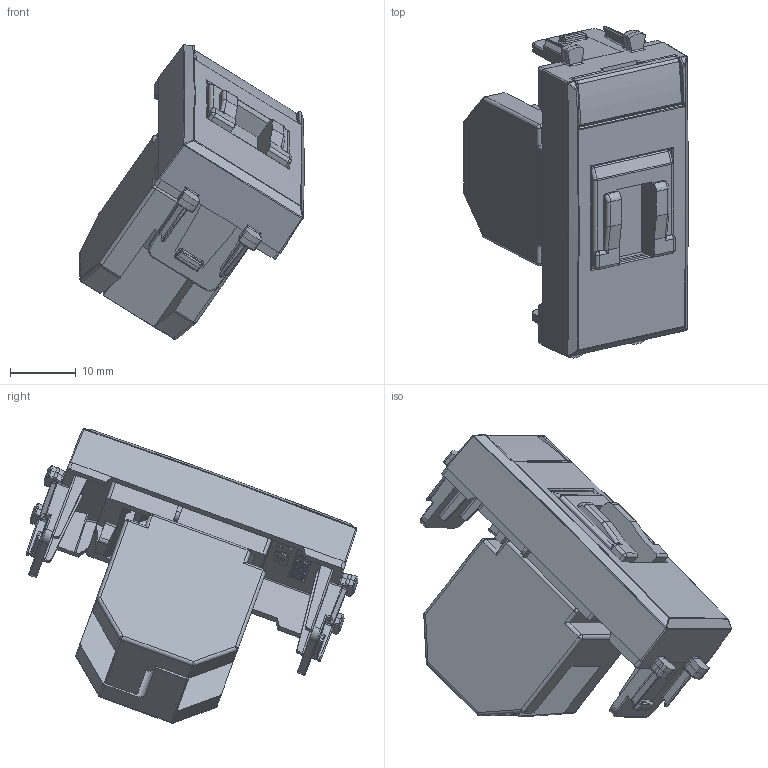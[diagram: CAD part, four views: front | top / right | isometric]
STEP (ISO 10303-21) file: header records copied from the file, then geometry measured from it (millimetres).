
FILE_DESCRIPTION(('CATIA V5 STEP Exchange'),'2;1');
FILE_NAME('442029C5E.stp','2024-02-28T10:58:01+00:00',('none'),('none'),'CATIA Version 5-6 Release 2016 SP6','CATIA V5 STEP AP203','none');
FILE_SCHEMA(('CONFIG_CONTROL_DESIGN'));
Products named in the file (1): 442029C5E
Assembly tree (3 placements, depth 2):
  442029C5E
    #57
    #47469
    #48643
Bounding box: 34.2 x 50.64 x 44.91 mm (x, y, z)
Volume: 13746 mm3; surface area: 10004.6 mm2
Topology: 3 solids, 3 shells, 1463 faces, 3923 edges, 2399 vertices
Faces by surface type: plane 846, cylinder 375, bspline 97, sphere 74, extrusion 28, cone 24, torus 19
Entity records: 52808 total; most frequent: CARTESIAN_POINT 19276, ORIENTED_EDGE 7682, DIRECTION 5547, EDGE_CURVE 3841, VECTOR 2755, LINE 2727, VERTEX_POINT 2399, AXIS2_PLACEMENT_3D 1613
